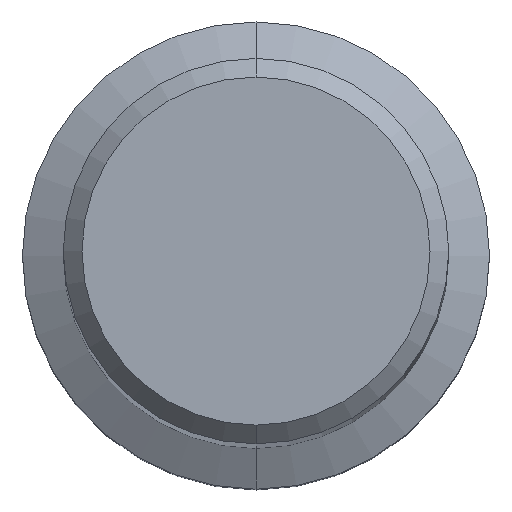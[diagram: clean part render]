
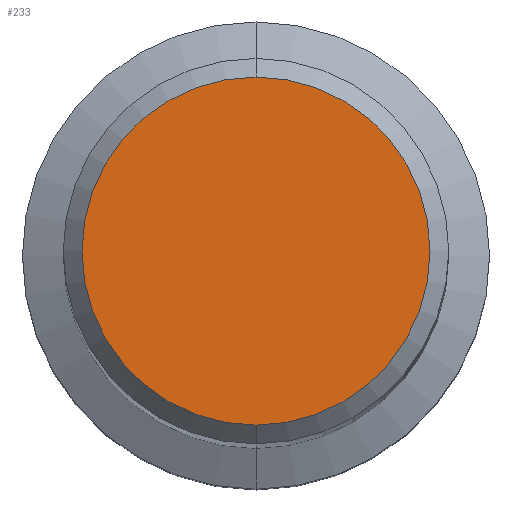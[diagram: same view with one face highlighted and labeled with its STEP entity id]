
A CAD part, top view. The second image highlights one B-rep face of the part: STEP entity #233.
In plain terms, the highlighted planar face has unit normal (0, 0, 1).
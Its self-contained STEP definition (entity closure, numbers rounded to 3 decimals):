
#233=ADVANCED_FACE('',(#591),#592,.T.);
#287=EDGE_CURVE('',#291,#501,#650,.T.);
#291=VERTEX_POINT('',#654);
#451=EDGE_CURVE('',#501,#291,#835,.T.);
#501=VERTEX_POINT('',#891);
#591=FACE_OUTER_BOUND('',#993,.T.);
#592=PLANE('',#994);
#650=CIRCLE('',#1140,7.45);
#654=CARTESIAN_POINT('',(0.,-7.45,0.0));
#835=CIRCLE('',#1505,7.45);
#891=CARTESIAN_POINT('',(0.0,7.45,0.0));
#993=EDGE_LOOP('',(#1742,#1743));
#994=AXIS2_PLACEMENT_3D('',#1744,#1745,#1746);
#1140=AXIS2_PLACEMENT_3D('',#1795,#1796,#1797);
#1505=AXIS2_PLACEMENT_3D('',#2045,#2046,#2047);
#1742=ORIENTED_EDGE('',*,*,#451,.F.);
#1743=ORIENTED_EDGE('',*,*,#287,.F.);
#1744=CARTESIAN_POINT('',(0.0,3.725,0.0));
#1745=DIRECTION('',(-0.0,0.0,1.0));
#1746=DIRECTION('',(0.0,-1.0,0.0));
#1795=CARTESIAN_POINT('',(0.0,0.0,0.0));
#1796=DIRECTION('',(0.0,0.0,-1.0));
#1797=DIRECTION('',(0.0,1.0,0.0));
#2045=CARTESIAN_POINT('',(0.0,0.0,0.0));
#2046=DIRECTION('',(0.0,0.0,-1.0));
#2047=DIRECTION('',(0.0,1.0,0.0));
